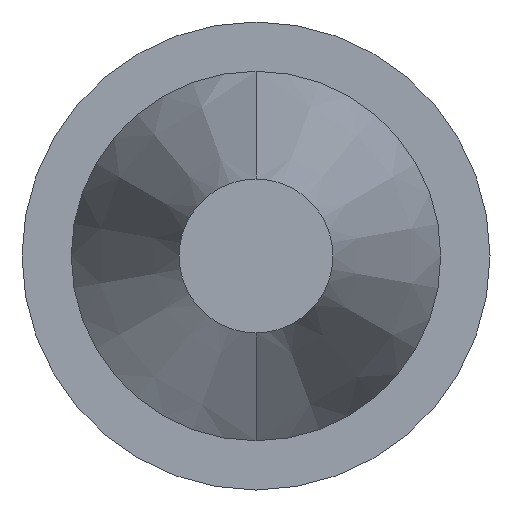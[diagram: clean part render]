
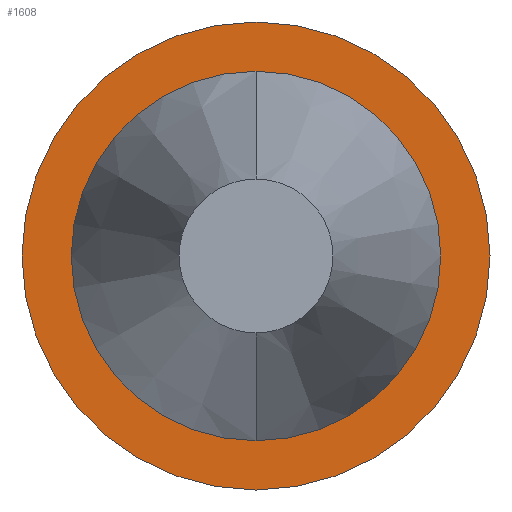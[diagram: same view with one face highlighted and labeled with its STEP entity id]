
A CAD part, front view. The second image highlights one B-rep face of the part: STEP entity #1608.
In plain terms, the highlighted planar face has unit normal (0, -1, 0).
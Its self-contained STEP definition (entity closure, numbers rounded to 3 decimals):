
#9 = CIRCLE ( 'NONE', #569, 3.8 ) ;
#12 = CARTESIAN_POINT ( 'NONE',  ( 0., 0., 0. ) ) ;
#18 = DIRECTION ( 'NONE',  ( 0., 0., 1. ) ) ;
#26 = CIRCLE ( 'NONE', #37, 3.8 ) ;
#37 = AXIS2_PLACEMENT_3D ( 'NONE', #1306, #1593, #1180 ) ;
#46 = EDGE_CURVE ( 'NONE', #1682, #1218, #404, .T. ) ;
#73 = AXIS2_PLACEMENT_3D ( 'NONE', #573, #1654, #1087 ) ;
#134 = CARTESIAN_POINT ( 'NONE',  ( 0., 0., 0. ) ) ;
#269 = ORIENTED_EDGE ( 'NONE', *, *, #364, .F. ) ;
#281 = DIRECTION ( 'NONE',  ( 0., 1., 0. ) ) ;
#288 = ORIENTED_EDGE ( 'NONE', *, *, #1738, .T. ) ;
#309 = DIRECTION ( 'NONE',  ( 0., 1., 0. ) ) ;
#327 = AXIS2_PLACEMENT_3D ( 'NONE', #12, #405, #18 ) ;
#364 = EDGE_CURVE ( 'NONE', #1521, #915, #9, .T. ) ;
#404 = CIRCLE ( 'NONE', #73, 2. ) ;
#405 = DIRECTION ( 'NONE',  ( 0., 1., 0. ) ) ;
#441 = FACE_OUTER_BOUND ( 'NONE', #855, .T. ) ;
#490 = FACE_BOUND ( 'NONE', #973, .T. ) ;
#546 = CARTESIAN_POINT ( 'NONE',  ( 0., 0., 2. ) ) ;
#569 = AXIS2_PLACEMENT_3D ( 'NONE', #134, #281, #937 ) ;
#573 = CARTESIAN_POINT ( 'NONE',  ( 0., 0., 0. ) ) ;
#624 = ORIENTED_EDGE ( 'NONE', *, *, #1426, .F. ) ;
#640 = ORIENTED_EDGE ( 'NONE', *, *, #46, .T. ) ;
#654 = CIRCLE ( 'NONE', #993, 2. ) ;
#696 = CARTESIAN_POINT ( 'NONE',  ( 0., 0., -2. ) ) ;
#855 = EDGE_LOOP ( 'NONE', ( #269, #624 ) ) ;
#915 = VERTEX_POINT ( 'NONE', #1203 ) ;
#937 = DIRECTION ( 'NONE',  ( 0., 0., 1. ) ) ;
#973 = EDGE_LOOP ( 'NONE', ( #640, #288 ) ) ;
#974 = CARTESIAN_POINT ( 'NONE',  ( 0., 0., 0. ) ) ;
#993 = AXIS2_PLACEMENT_3D ( 'NONE', #974, #309, #1392 ) ;
#1087 = DIRECTION ( 'NONE',  ( 0., 0., 1. ) ) ;
#1180 = DIRECTION ( 'NONE',  ( 0., 0., 1. ) ) ;
#1203 = CARTESIAN_POINT ( 'NONE',  ( 0., 0., 3.8 ) ) ;
#1218 = VERTEX_POINT ( 'NONE', #696 ) ;
#1306 = CARTESIAN_POINT ( 'NONE',  ( 0., 0., 0. ) ) ;
#1392 = DIRECTION ( 'NONE',  ( 0., 0., 1. ) ) ;
#1426 = EDGE_CURVE ( 'NONE', #915, #1521, #26, .T. ) ;
#1503 = PLANE ( 'NONE',  #327 ) ;
#1521 = VERTEX_POINT ( 'NONE', #1616 ) ;
#1593 = DIRECTION ( 'NONE',  ( 0., 1., 0. ) ) ;
#1608 = ADVANCED_FACE ( 'NONE', ( #490, #441 ), #1503, .F. ) ;
#1616 = CARTESIAN_POINT ( 'NONE',  ( 0., 0., -3.8 ) ) ;
#1654 = DIRECTION ( 'NONE',  ( 0., 1., 0. ) ) ;
#1682 = VERTEX_POINT ( 'NONE', #546 ) ;
#1738 = EDGE_CURVE ( 'NONE', #1218, #1682, #654, .T. ) ;
